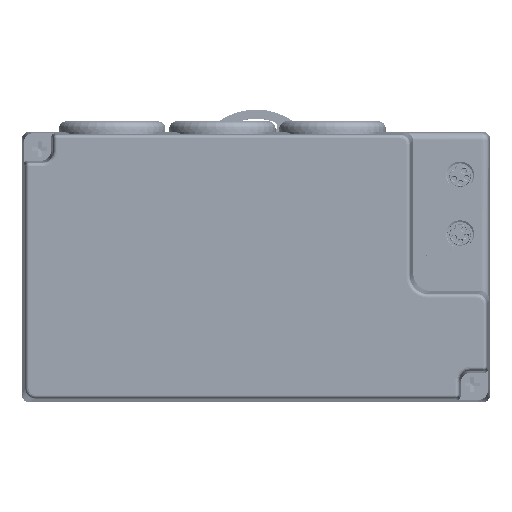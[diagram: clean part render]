
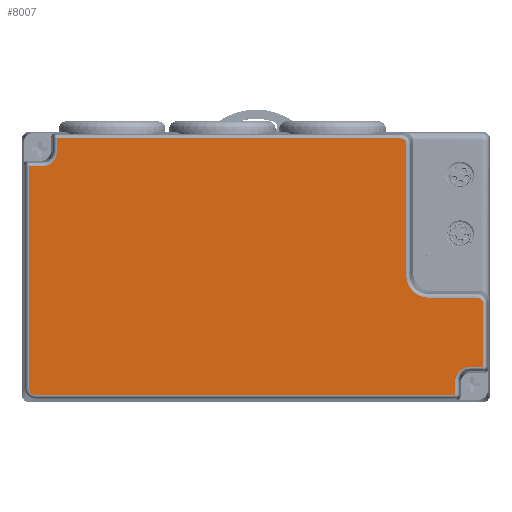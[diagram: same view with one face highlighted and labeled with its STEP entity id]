
A CAD part, top view. The second image highlights one B-rep face of the part: STEP entity #8007.
In plain terms, the highlighted planar face has unit normal (0, 0, 1).
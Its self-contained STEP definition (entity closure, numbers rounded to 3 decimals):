
#2002=ELLIPSE('',#68393,1.601,1.6);
#2003=ELLIPSE('',#68394,4.003,4.);
#2004=ELLIPSE('',#68395,1.601,1.6);
#2005=ELLIPSE('',#68396,4.003,4.);
#2006=ELLIPSE('',#68397,1.601,1.6);
#2007=ELLIPSE('',#68398,6.004,6.);
#4607=FACE_OUTER_BOUND('',#18477,.T.);
#8007=ADVANCED_FACE('',(#4607),#10581,.T.);
#10581=PLANE('',#68399);
#18477=EDGE_LOOP('',(#34833,#34834,#34835,#34836,#34837,#34838,#34839,#34840,
#34841,#34842,#34843,#34844,#34845,#34846,#34847,#34848));
#34833=ORIENTED_EDGE('',*,*,#50109,.T.);
#34834=ORIENTED_EDGE('',*,*,#50110,.T.);
#34835=ORIENTED_EDGE('',*,*,#50111,.T.);
#34836=ORIENTED_EDGE('',*,*,#50112,.T.);
#34837=ORIENTED_EDGE('',*,*,#50113,.T.);
#34838=ORIENTED_EDGE('',*,*,#50114,.T.);
#34839=ORIENTED_EDGE('',*,*,#50115,.T.);
#34840=ORIENTED_EDGE('',*,*,#50116,.T.);
#34841=ORIENTED_EDGE('',*,*,#50117,.T.);
#34842=ORIENTED_EDGE('',*,*,#50118,.T.);
#34843=ORIENTED_EDGE('',*,*,#50119,.T.);
#34844=ORIENTED_EDGE('',*,*,#50120,.T.);
#34845=ORIENTED_EDGE('',*,*,#50121,.T.);
#34846=ORIENTED_EDGE('',*,*,#50122,.T.);
#34847=ORIENTED_EDGE('',*,*,#50123,.T.);
#34848=ORIENTED_EDGE('',*,*,#50124,.T.);
#41674=VERTEX_POINT('',#117551);
#41675=VERTEX_POINT('',#117552);
#41676=VERTEX_POINT('',#117554);
#41677=VERTEX_POINT('',#117556);
#41678=VERTEX_POINT('',#117558);
#41679=VERTEX_POINT('',#117560);
#41680=VERTEX_POINT('',#117562);
#41681=VERTEX_POINT('',#117564);
#41682=VERTEX_POINT('',#117566);
#41683=VERTEX_POINT('',#117568);
#41684=VERTEX_POINT('',#117570);
#41685=VERTEX_POINT('',#117572);
#41686=VERTEX_POINT('',#117574);
#41687=VERTEX_POINT('',#117576);
#41688=VERTEX_POINT('',#117578);
#41689=VERTEX_POINT('',#117580);
#50109=EDGE_CURVE('',#41674,#41675,#2002,.T.);
#50110=EDGE_CURVE('',#41675,#41676,#56905,.T.);
#50111=EDGE_CURVE('',#41676,#41677,#56906,.T.);
#50112=EDGE_CURVE('',#41677,#41678,#2003,.T.);
#50113=EDGE_CURVE('',#41678,#41679,#56907,.T.);
#50114=EDGE_CURVE('',#41679,#41680,#56908,.T.);
#50115=EDGE_CURVE('',#41680,#41681,#2004,.T.);
#50116=EDGE_CURVE('',#41681,#41682,#56909,.T.);
#50117=EDGE_CURVE('',#41682,#41683,#56910,.T.);
#50118=EDGE_CURVE('',#41683,#41684,#2005,.T.);
#50119=EDGE_CURVE('',#41684,#41685,#56911,.T.);
#50120=EDGE_CURVE('',#41685,#41686,#56912,.T.);
#50121=EDGE_CURVE('',#41686,#41687,#2006,.T.);
#50122=EDGE_CURVE('',#41687,#41688,#56913,.T.);
#50123=EDGE_CURVE('',#41688,#41689,#2007,.T.);
#50124=EDGE_CURVE('',#41689,#41674,#56914,.T.);
#56905=LINE('',#117553,#63536);
#56906=LINE('',#117555,#63537);
#56907=LINE('',#117559,#63538);
#56908=LINE('',#117561,#63539);
#56909=LINE('',#117565,#63540);
#56910=LINE('',#117567,#63541);
#56911=LINE('',#117571,#63542);
#56912=LINE('',#117573,#63543);
#56913=LINE('',#117577,#63544);
#56914=LINE('',#117581,#63545);
#63536=VECTOR('',#84329,1.);
#63537=VECTOR('',#84330,1.);
#63538=VECTOR('',#84333,1.);
#63539=VECTOR('',#84334,1.);
#63540=VECTOR('',#84337,1.);
#63541=VECTOR('',#84338,1.);
#63542=VECTOR('',#84341,1.);
#63543=VECTOR('',#84342,1.);
#63544=VECTOR('',#84345,1.);
#63545=VECTOR('',#84348,1.);
#68393=AXIS2_PLACEMENT_3D('',#117550,#84327,#84328);
#68394=AXIS2_PLACEMENT_3D('',#117557,#84331,#84332);
#68395=AXIS2_PLACEMENT_3D('',#117563,#84335,#84336);
#68396=AXIS2_PLACEMENT_3D('',#117569,#84339,#84340);
#68397=AXIS2_PLACEMENT_3D('',#117575,#84343,#84344);
#68398=AXIS2_PLACEMENT_3D('',#117579,#84346,#84347);
#68399=AXIS2_PLACEMENT_3D('',#117582,#84349,#84350);
#84327=DIRECTION('',(0.,0.,1.));
#84328=DIRECTION('',(-0.707,-0.707,0.));
#84329=DIRECTION('',(-1.,0.,0.));
#84330=DIRECTION('',(0.,-1.,0.));
#84331=DIRECTION('',(0.,0.,-1.));
#84332=DIRECTION('',(0.707,-0.707,0.));
#84333=DIRECTION('',(-1.,0.,0.));
#84334=DIRECTION('',(0.,-1.,0.));
#84335=DIRECTION('',(0.,0.,1.));
#84336=DIRECTION('',(0.707,0.707,0.));
#84337=DIRECTION('',(1.,0.,0.));
#84338=DIRECTION('',(0.,1.,0.));
#84339=DIRECTION('',(0.,0.,-1.));
#84340=DIRECTION('',(-0.707,0.707,0.));
#84341=DIRECTION('',(1.,0.,0.));
#84342=DIRECTION('',(0.,1.,0.));
#84343=DIRECTION('',(0.,0.,1.));
#84344=DIRECTION('',(-0.707,-0.707,0.));
#84345=DIRECTION('',(-1.,0.,0.));
#84346=DIRECTION('',(0.,0.,-1.));
#84347=DIRECTION('',(-0.707,-0.707,0.));
#84348=DIRECTION('',(0.,1.,0.));
#84349=DIRECTION('',(0.,0.,1.));
#84350=DIRECTION('',(-1.,0.,0.));
#117550=CARTESIAN_POINT('',(-679.177,224.001,-5.52));
#117551=CARTESIAN_POINT('',(-677.576,224.002,-5.52));
#117552=CARTESIAN_POINT('',(-679.176,225.602,-5.52));
#117553=CARTESIAN_POINT('',(-716.994,225.602,-5.52));
#117554=CARTESIAN_POINT('',(-772.717,225.602,-5.52));
#117555=CARTESIAN_POINT('',(-772.717,189.686,-5.52));
#117556=CARTESIAN_POINT('',(-772.717,222.023,-5.52));
#117557=CARTESIAN_POINT('',(-776.719,222.026,-5.52));
#117558=CARTESIAN_POINT('',(-776.716,218.025,-5.52));
#117559=CARTESIAN_POINT('',(-716.994,218.025,-5.52));
#117560=CARTESIAN_POINT('',(-780.289,218.025,-5.52));
#117561=CARTESIAN_POINT('',(-780.289,189.686,-5.52));
#117562=CARTESIAN_POINT('',(-780.289,157.369,-5.52));
#117563=CARTESIAN_POINT('',(-778.689,157.37,-5.52));
#117564=CARTESIAN_POINT('',(-778.69,155.77,-5.52));
#117565=CARTESIAN_POINT('',(-716.994,155.77,-5.52));
#117566=CARTESIAN_POINT('',(-664.304,155.77,-5.52));
#117567=CARTESIAN_POINT('',(-664.304,189.686,-5.52));
#117568=CARTESIAN_POINT('',(-664.304,159.348,-5.52));
#117569=CARTESIAN_POINT('',(-660.303,159.345,-5.52));
#117570=CARTESIAN_POINT('',(-660.305,163.347,-5.52));
#117571=CARTESIAN_POINT('',(-716.994,163.347,-5.52));
#117572=CARTESIAN_POINT('',(-656.732,163.347,-5.52));
#117573=CARTESIAN_POINT('',(-656.732,189.686,-5.52));
#117574=CARTESIAN_POINT('',(-656.732,180.658,-5.52));
#117575=CARTESIAN_POINT('',(-658.333,180.657,-5.52));
#117576=CARTESIAN_POINT('',(-658.332,182.257,-5.52));
#117577=CARTESIAN_POINT('',(-716.994,182.257,-5.52));
#117578=CARTESIAN_POINT('',(-671.579,182.257,-5.52));
#117579=CARTESIAN_POINT('',(-671.574,188.259,-5.52));
#117580=CARTESIAN_POINT('',(-677.576,188.255,-5.52));
#117581=CARTESIAN_POINT('',(-677.576,189.686,-5.52));
#117582=CARTESIAN_POINT('',(-716.994,189.686,-5.52));
